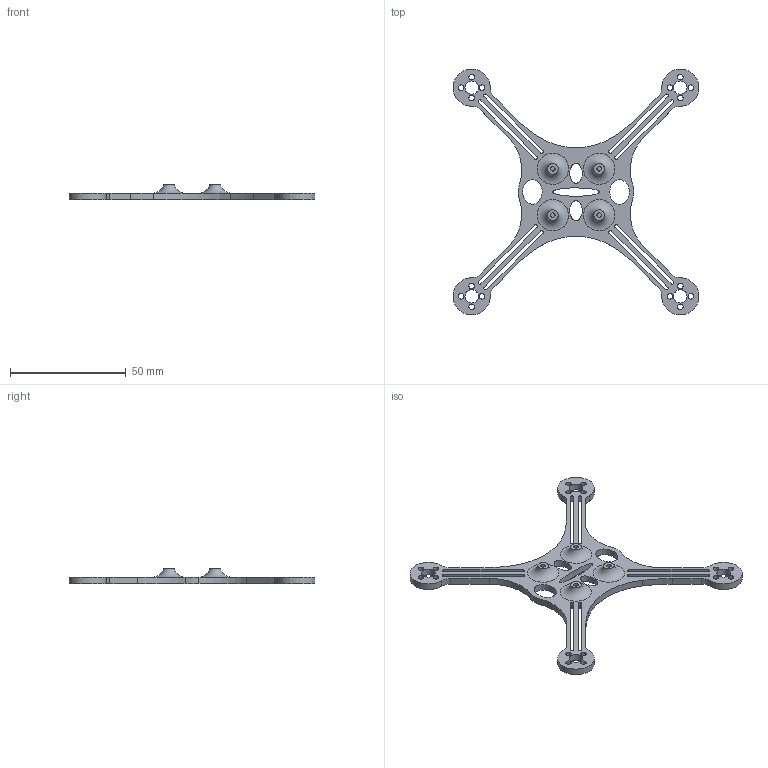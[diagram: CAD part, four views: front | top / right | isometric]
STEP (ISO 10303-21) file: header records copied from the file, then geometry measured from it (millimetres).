
FILE_DESCRIPTION(/* description */ (''),/* implementation_level */ '2;1');
FILE_NAME(/* name */ 'Base v17.step',/* time_stamp */ '2019-12-30T10:50:10-05:00',/* author */ (''),/* organization */ (''),/* preprocessor_version */ 'ST-DEVELOPER v18',/* originating_system */ 'Autodesk Translation Framework v8.12.0.6',/* authorisation */ '');
FILE_SCHEMA (('AUTOMOTIVE_DESIGN { 1 0 10303 214 3 1 1 }'));
Length unit declared in the file: millimetre
Products named in the file (1): Base
Bounding box: 106 x 106 x 6.9 mm (x, y, z)
Volume: 9041 mm3; surface area: 10252.3 mm2
Topology: 1 solids, 1 shells, 123 faces, 352 edges, 239 vertices
Faces by surface type: cylinder 70, plane 42, bspline 7, torus 4
Full cylindrical faces by diameter (mm): 2 x4, 2.4 x16, 5.8 x4
Entity records: 4361 total; most frequent: CARTESIAN_POINT 810, DIRECTION 765, ORIENTED_EDGE 704, EDGE_CURVE 352, AXIS2_PLACEMENT_3D 296, VERTEX_POINT 239, EDGE_LOOP 197, LINE 173
